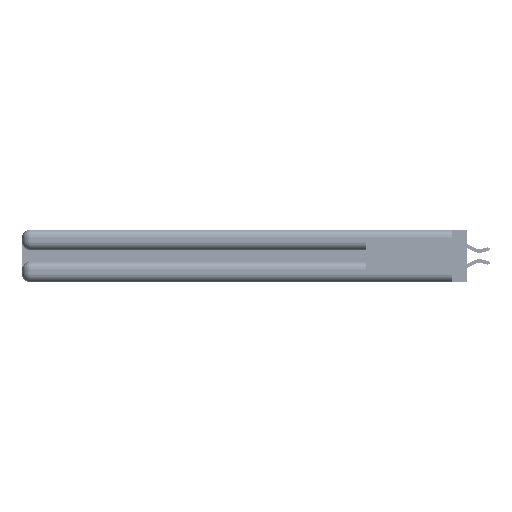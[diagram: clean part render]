
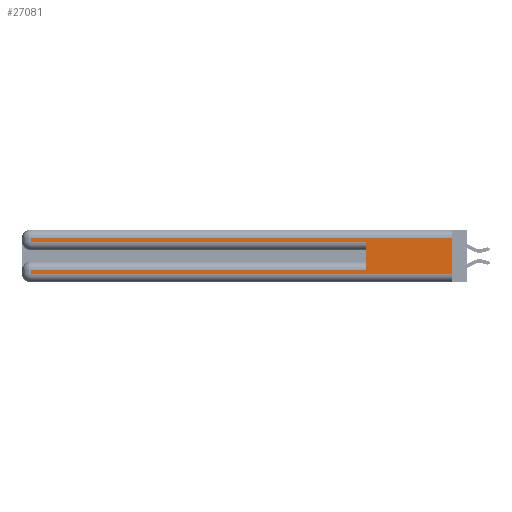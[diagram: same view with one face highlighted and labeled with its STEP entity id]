
A CAD part, left-side view. The second image highlights one B-rep face of the part: STEP entity #27081.
In plain terms, the highlighted planar face has unit normal (-1, 0, 0).
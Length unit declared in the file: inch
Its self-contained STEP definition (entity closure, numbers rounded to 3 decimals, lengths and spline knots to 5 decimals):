
#228 = VECTOR ( 'NONE', #46397, 39.37008 ) ;
#405 = LINE ( 'NONE', #35339, #1601 ) ;
#1161 = CARTESIAN_POINT ( 'NONE',  ( 0., 0.6, 0.085 ) ) ;
#1601 = VECTOR ( 'NONE', #27557, 39.37008 ) ;
#1992 = VECTOR ( 'NONE', #29938, 39.37008 ) ;
#2291 = VERTEX_POINT ( 'NONE', #40914 ) ;
#2308 = ORIENTED_EDGE ( 'NONE', *, *, #7908, .F. ) ;
#2731 = CARTESIAN_POINT ( 'NONE',  ( 0., 0., 0.06 ) ) ;
#3015 = VERTEX_POINT ( 'NONE', #42585 ) ;
#4790 = ORIENTED_EDGE ( 'NONE', *, *, #19310, .F. ) ;
#5468 = EDGE_CURVE ( 'NONE', #17677, #5631, #405, .T. ) ;
#5631 = VERTEX_POINT ( 'NONE', #13230 ) ;
#7095 = VERTEX_POINT ( 'NONE', #2731 ) ;
#7270 = DIRECTION ( 'NONE',  ( 1., 0., 0. ) ) ;
#7908 = EDGE_CURVE ( 'NONE', #34074, #7095, #18396, .T. ) ;
#8162 = EDGE_CURVE ( 'NONE', #2291, #22351, #24466, .T. ) ;
#8441 = EDGE_CURVE ( 'NONE', #5631, #3015, #15947, .T. ) ;
#8673 = DIRECTION ( 'NONE',  ( 0., 0., -1. ) ) ;
#9048 = CARTESIAN_POINT ( 'NONE',  ( 0., 0., 0.37 ) ) ;
#9659 = ORIENTED_EDGE ( 'NONE', *, *, #8162, .T. ) ;
#10800 = VECTOR ( 'NONE', #17748, 39.37008 ) ;
#11056 = ORIENTED_EDGE ( 'NONE', *, *, #29478, .T. ) ;
#11418 = LINE ( 'NONE', #39467, #39327 ) ;
#12790 = CARTESIAN_POINT ( 'NONE',  ( 0., 0., 0.31 ) ) ;
#13230 = CARTESIAN_POINT ( 'NONE',  ( 0., 2.94, 0.085 ) ) ;
#15947 = LINE ( 'NONE', #47283, #37760 ) ;
#16078 = EDGE_CURVE ( 'NONE', #34074, #35862, #26577, .T. ) ;
#16330 = ORIENTED_EDGE ( 'NONE', *, *, #17863, .T. ) ;
#17677 = VERTEX_POINT ( 'NONE', #1161 ) ;
#17748 = DIRECTION ( 'NONE',  ( 0., 1., 0. ) ) ;
#17863 = EDGE_CURVE ( 'NONE', #35862, #2291, #43867, .T. ) ;
#18396 = LINE ( 'NONE', #19463, #228 ) ;
#19310 = EDGE_CURVE ( 'NONE', #17677, #22351, #47330, .T. ) ;
#19463 = CARTESIAN_POINT ( 'NONE',  ( 0., 0., 0.37 ) ) ;
#20804 = FACE_OUTER_BOUND ( 'NONE', #21116, .T. ) ;
#21116 = EDGE_LOOP ( 'NONE', ( #2308, #36444, #16330, #9659, #4790, #49780, #44989, #11056 ) ) ;
#21563 = CARTESIAN_POINT ( 'NONE',  ( 0., 0.6, 0.285 ) ) ;
#22351 = VERTEX_POINT ( 'NONE', #21563 ) ;
#22507 = VECTOR ( 'NONE', #26519, 39.37008 ) ;
#23345 = AXIS2_PLACEMENT_3D ( 'NONE', #9048, #7270, #45883 ) ;
#24466 = LINE ( 'NONE', #32646, #33532 ) ;
#25153 = CARTESIAN_POINT ( 'NONE',  ( 0., 2.94, 0.31 ) ) ;
#26519 = DIRECTION ( 'NONE',  ( 0., 0., 1. ) ) ;
#26577 = LINE ( 'NONE', #40829, #10800 ) ;
#27081 = ADVANCED_FACE ( 'NONE', ( #20804 ), #32256, .F. ) ;
#27557 = DIRECTION ( 'NONE',  ( 0., 1., 0. ) ) ;
#29478 = EDGE_CURVE ( 'NONE', #3015, #7095, #11418, .T. ) ;
#29938 = DIRECTION ( 'NONE',  ( 0., 0., -1. ) ) ;
#32256 = PLANE ( 'NONE',  #23345 ) ;
#32646 = CARTESIAN_POINT ( 'NONE',  ( 0., 0., 0.285 ) ) ;
#33532 = VECTOR ( 'NONE', #44695, 39.37008 ) ;
#34074 = VERTEX_POINT ( 'NONE', #12790 ) ;
#35339 = CARTESIAN_POINT ( 'NONE',  ( 0., 0., 0.085 ) ) ;
#35862 = VERTEX_POINT ( 'NONE', #25153 ) ;
#36444 = ORIENTED_EDGE ( 'NONE', *, *, #16078, .T. ) ;
#37760 = VECTOR ( 'NONE', #8673, 39.37008 ) ;
#39327 = VECTOR ( 'NONE', #43380, 39.37008 ) ;
#39467 = CARTESIAN_POINT ( 'NONE',  ( 0., 0., 0.06 ) ) ;
#40829 = CARTESIAN_POINT ( 'NONE',  ( 0., 0., 0.31 ) ) ;
#40914 = CARTESIAN_POINT ( 'NONE',  ( 0., 2.94, 0.285 ) ) ;
#41827 = CARTESIAN_POINT ( 'NONE',  ( 0., 2.94, 0.37 ) ) ;
#42585 = CARTESIAN_POINT ( 'NONE',  ( 0., 2.94, 0.06 ) ) ;
#43380 = DIRECTION ( 'NONE',  ( 0., -1., 0. ) ) ;
#43867 = LINE ( 'NONE', #41827, #1992 ) ;
#44695 = DIRECTION ( 'NONE',  ( 0., -1., 0. ) ) ;
#44989 = ORIENTED_EDGE ( 'NONE', *, *, #8441, .T. ) ;
#45883 = DIRECTION ( 'NONE',  ( 0., 0., -1. ) ) ;
#46397 = DIRECTION ( 'NONE',  ( 0., 0., -1. ) ) ;
#47283 = CARTESIAN_POINT ( 'NONE',  ( 0., 2.94, 0.37 ) ) ;
#47330 = LINE ( 'NONE', #48371, #22507 ) ;
#48371 = CARTESIAN_POINT ( 'NONE',  ( 0., 0.6, 0.145 ) ) ;
#49780 = ORIENTED_EDGE ( 'NONE', *, *, #5468, .T. ) ;
